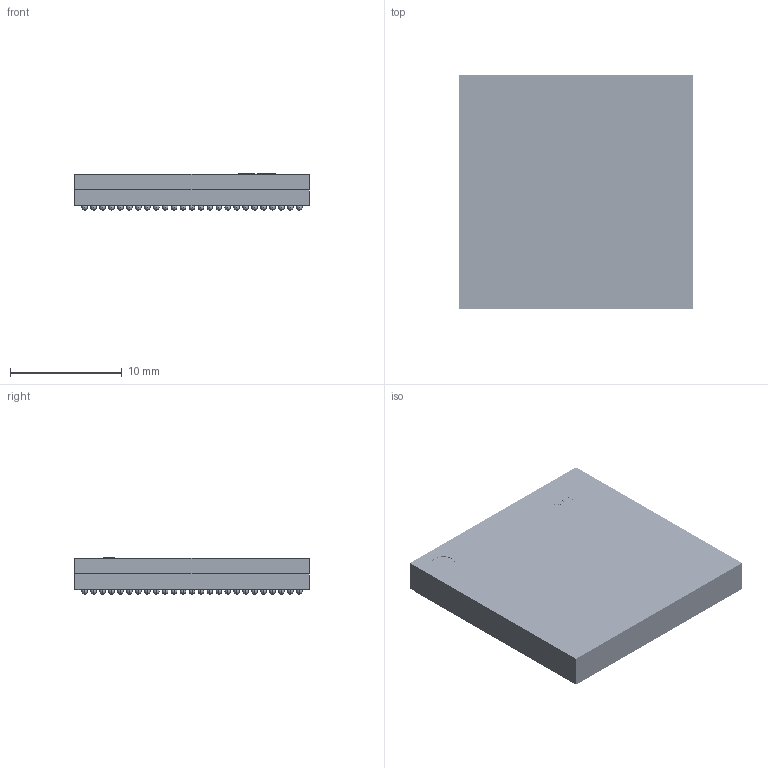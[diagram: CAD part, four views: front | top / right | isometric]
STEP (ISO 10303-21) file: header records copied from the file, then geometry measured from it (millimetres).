
FILE_DESCRIPTION (( 'STEP AP214' ), '1' );
FILE_NAME ('FCBGA-625_L21.1-W21.1-R25-C25-P0.80-TL.step', '2022-06-22T15:01:41', ( '' ), ( '' ), 'SwSTEP 2.0', 'SolidWorks 2020', '' );
FILE_SCHEMA (( 'AUTOMOTIVE_DESIGN' ));
Length unit declared in the file: millimetre
Products named in the file (1): FCBGA-625_L21.1-W21.1-R25-C25-P0.80-TL
Bounding box: 21 x 21 x 3.24 mm (x, y, z)
Volume: 1284.5 mm3; surface area: 2316.5 mm2
Topology: 2 solids, 2 shells, 1550 faces, 6432 edges, 4288 vertices
Faces by surface type: sphere 1250, plane 186, bspline 112, cylinder 2
Entity records: 61973 total; most frequent: CARTESIAN_POINT 9375, DIRECTION 8461, ORIENTED_EDGE 6614, AXIS2_PLACEMENT_3D 3943, EDGE_CURVE 3307, CIRCLE 2504, VERTEX_POINT 2413, EDGE_LOOP 2202
